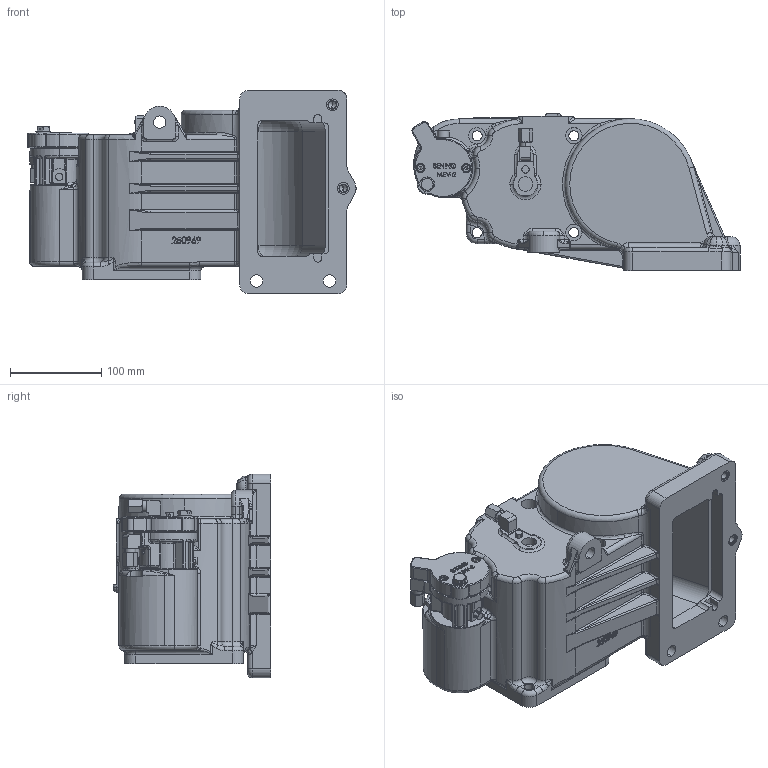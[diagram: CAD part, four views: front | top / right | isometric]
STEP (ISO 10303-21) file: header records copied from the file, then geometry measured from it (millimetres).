
FILE_DESCRIPTION (( 'STEP AP214' ), '1' );
FILE_NAME ('GV80-M_250754.STEP', '2014-09-10T06:01:09', ( 'Admin2' ), ( '' ), 'SwSTEP 2.0', 'SolidWorks 2010', '' );
FILE_SCHEMA (( 'AUTOMOTIVE_DESIGN' ));
Length unit declared in the file: millimetre
Products named in the file (1): GV80-M_250754
Bounding box: 359.33 x 172 x 223 mm (x, y, z)
Volume: 2847105.5 mm3; surface area: 595918.6 mm2
Topology: 22 solids, 22 shells, 2652 faces, 6616 edges, 3989 vertices
Faces by surface type: plane 831, cylinder 687, bspline 556, torus 350, cone 208, sphere 20
Entity records: 138037 total; most frequent: CARTESIAN_POINT 49574, ORIENTED_EDGE 12964, DIRECTION 11318, EDGE_CURVE 6482, AXIS2_PLACEMENT_3D 4256, VERTEX_POINT 3983, EDGE_LOOP 2859, LINE 2806
